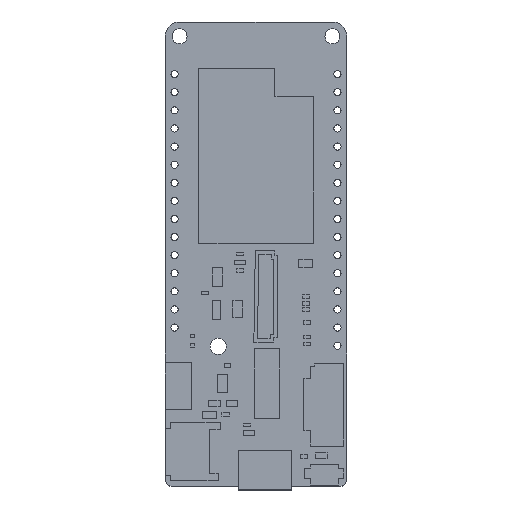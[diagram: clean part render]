
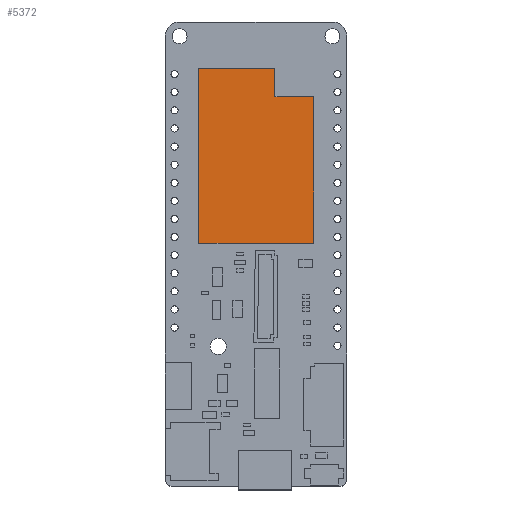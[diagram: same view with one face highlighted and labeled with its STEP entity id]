
A CAD part, top view. The second image highlights one B-rep face of the part: STEP entity #5372.
In plain terms, the highlighted planar face has unit normal (0, 0, 1).
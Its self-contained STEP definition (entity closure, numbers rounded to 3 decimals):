
#288=PLANE('',#5759);
#579=FACE_OUTER_BOUND('',#966,.T.);
#966=EDGE_LOOP('',(#4668,#4669,#4670,#4671,#4672,#4673));
#1476=LINE('',#8254,#2132);
#1479=LINE('',#8260,#2135);
#1482=LINE('',#8266,#2138);
#1485=LINE('',#8272,#2141);
#1488=LINE('',#8278,#2144);
#1491=LINE('',#8282,#2147);
#2132=VECTOR('',#6804,10.);
#2135=VECTOR('',#6809,10.);
#2138=VECTOR('',#6814,10.);
#2141=VECTOR('',#6819,10.);
#2144=VECTOR('',#6824,10.);
#2147=VECTOR('',#6829,10.);
#2778=VERTEX_POINT('',#8251);
#2779=VERTEX_POINT('',#8253);
#2781=VERTEX_POINT('',#8259);
#2783=VERTEX_POINT('',#8265);
#2785=VERTEX_POINT('',#8271);
#2787=VERTEX_POINT('',#8277);
#3428=EDGE_CURVE('',#2779,#2778,#1476,.T.);
#3431=EDGE_CURVE('',#2781,#2779,#1479,.T.);
#3434=EDGE_CURVE('',#2783,#2781,#1482,.T.);
#3437=EDGE_CURVE('',#2785,#2783,#1485,.T.);
#3440=EDGE_CURVE('',#2787,#2785,#1488,.T.);
#3443=EDGE_CURVE('',#2778,#2787,#1491,.T.);
#4668=ORIENTED_EDGE('',*,*,#3443,.T.);
#4669=ORIENTED_EDGE('',*,*,#3440,.T.);
#4670=ORIENTED_EDGE('',*,*,#3437,.T.);
#4671=ORIENTED_EDGE('',*,*,#3434,.T.);
#4672=ORIENTED_EDGE('',*,*,#3431,.T.);
#4673=ORIENTED_EDGE('',*,*,#3428,.T.);
#5372=ADVANCED_FACE('',(#579),#288,.T.);
#5759=AXIS2_PLACEMENT_3D('',#8283,#6830,#6831);
#6804=DIRECTION('',(0.,1.,0.));
#6809=DIRECTION('',(1.,0.,0.));
#6814=DIRECTION('',(0.,-1.,0.));
#6819=DIRECTION('',(-1.,0.,0.));
#6824=DIRECTION('',(0.,1.,0.));
#6829=DIRECTION('',(-1.,0.,0.));
#6830=DIRECTION('center_axis',(0.,0.,1.));
#6831=DIRECTION('ref_axis',(1.,0.,0.));
#8251=CARTESIAN_POINT('',(8.092,22.042,3.57));
#8253=CARTESIAN_POINT('',(8.092,1.543,3.57));
#8254=CARTESIAN_POINT('',(8.092,26.,3.57));
#8259=CARTESIAN_POINT('',(-8.,1.543,3.57));
#8260=CARTESIAN_POINT('',(8.092,1.543,3.57));
#8265=CARTESIAN_POINT('',(-8.,26.,3.57));
#8266=CARTESIAN_POINT('',(-8.,1.543,3.57));
#8271=CARTESIAN_POINT('',(2.656,26.,3.57));
#8272=CARTESIAN_POINT('',(-8.,26.,3.57));
#8277=CARTESIAN_POINT('',(2.656,22.042,3.57));
#8278=CARTESIAN_POINT('',(2.656,22.042,3.57));
#8282=CARTESIAN_POINT('',(8.092,22.042,3.57));
#8283=CARTESIAN_POINT('Origin',(0.046,13.772,3.57));
